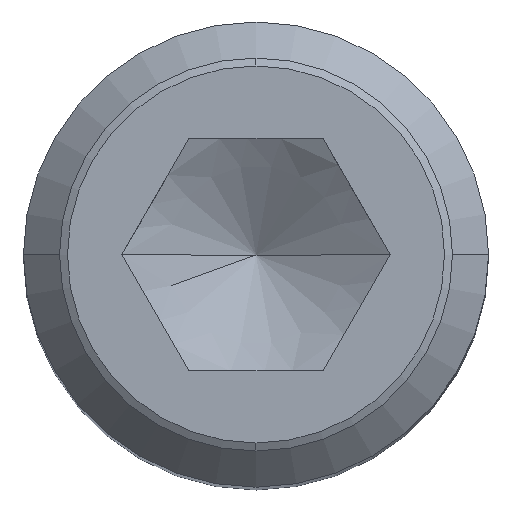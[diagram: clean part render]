
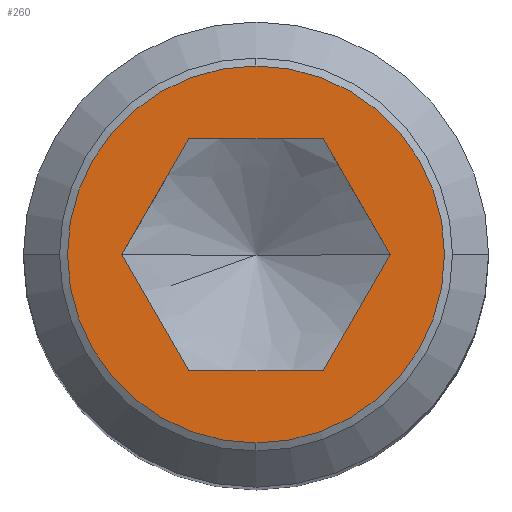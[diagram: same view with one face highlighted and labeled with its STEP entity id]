
A CAD part, top view. The second image highlights one B-rep face of the part: STEP entity #260.
In plain terms, the highlighted planar face has unit normal (0, 0, 1).
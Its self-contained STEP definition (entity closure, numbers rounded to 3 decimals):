
#140=VERTEX_POINT('',#360);
#164=EDGE_CURVE('',#140,#186,#387,.T.);
#176=EDGE_CURVE('',#186,#140,#400,.T.);
#178=EDGE_CURVE('',#290,#220,#402,.T.);
#186=VERTEX_POINT('',#410);
#216=EDGE_CURVE('',#220,#256,#445,.T.);
#220=VERTEX_POINT('',#450);
#242=EDGE_CURVE('',#256,#326,#472,.T.);
#256=VERTEX_POINT('',#487);
#260=ADVANCED_FACE('',(#491,#492),#493,.T.);
#274=EDGE_CURVE('',#308,#290,#509,.T.);
#290=VERTEX_POINT('',#525);
#304=EDGE_CURVE('',#318,#308,#541,.T.);
#308=VERTEX_POINT('',#545);
#318=VERTEX_POINT('',#558);
#322=EDGE_CURVE('',#326,#318,#562,.T.);
#326=VERTEX_POINT('',#566);
#360=CARTESIAN_POINT('',(0.,1.621,0.));
#387=CIRCLE('',#629,1.621);
#400=CIRCLE('',#648,1.621);
#402=LINE('',#651,#652);
#410=CARTESIAN_POINT('',(0.,-1.621,0.));
#445=LINE('',#726,#727);
#450=CARTESIAN_POINT('',(-0.577,1.0,0.));
#472=LINE('',#791,#792);
#487=CARTESIAN_POINT('',(0.577,1.0,0.));
#491=FACE_BOUND('',#812,.T.);
#492=FACE_OUTER_BOUND('',#813,.T.);
#493=PLANE('',#814);
#509=LINE('',#842,#843);
#525=CARTESIAN_POINT('',(-1.155,0.0,0.));
#541=LINE('',#887,#888);
#545=CARTESIAN_POINT('',(-0.577,-1.,0.));
#558=CARTESIAN_POINT('',(0.577,-1.,0.));
#562=LINE('',#915,#916);
#566=CARTESIAN_POINT('',(1.155,0.,0.));
#629=AXIS2_PLACEMENT_3D('',#984,#985,#986);
#648=AXIS2_PLACEMENT_3D('',#1001,#1002,#1003);
#651=CARTESIAN_POINT('',(-0.722,0.75,0.));
#652=VECTOR('',#1004,1.0);
#726=CARTESIAN_POINT('',(0.289,1.0,0.));
#727=VECTOR('',#1055,1.0);
#791=CARTESIAN_POINT('',(1.01,0.25,0.));
#792=VECTOR('',#1073,1.0);
#812=EDGE_LOOP('',(#1090,#1091,#1092,#1093,#1094,#1095));
#813=EDGE_LOOP('',(#1096,#1097));
#814=AXIS2_PLACEMENT_3D('',#1098,#1099,#1100);
#842=CARTESIAN_POINT('',(-1.01,-0.25,0.));
#843=VECTOR('',#1121,1.0);
#887=CARTESIAN_POINT('',(-0.289,-1.,0.));
#888=VECTOR('',#1146,1.0);
#915=CARTESIAN_POINT('',(0.722,-0.75,0.));
#916=VECTOR('',#1177,1.0);
#984=CARTESIAN_POINT('',(0.,0.,0.));
#985=DIRECTION('',(0.0,0.0,1.0));
#986=DIRECTION('',(0.,1.0,0.0));
#1001=CARTESIAN_POINT('',(0.,0.,0.));
#1002=DIRECTION('',(0.0,0.0,1.0));
#1003=DIRECTION('',(0.,1.0,0.0));
#1004=DIRECTION('',(0.5,0.866,0.));
#1055=DIRECTION('',(1.0,0.0,0.0));
#1073=DIRECTION('',(0.5,-0.866,0.));
#1090=ORIENTED_EDGE('',*,*,#274,.T.);
#1091=ORIENTED_EDGE('',*,*,#178,.T.);
#1092=ORIENTED_EDGE('',*,*,#216,.T.);
#1093=ORIENTED_EDGE('',*,*,#242,.T.);
#1094=ORIENTED_EDGE('',*,*,#322,.T.);
#1095=ORIENTED_EDGE('',*,*,#304,.T.);
#1096=ORIENTED_EDGE('',*,*,#164,.T.);
#1097=ORIENTED_EDGE('',*,*,#176,.T.);
#1098=CARTESIAN_POINT('',(-1.402,0.,0.));
#1099=DIRECTION('',(0.0,0.0,1.0));
#1100=DIRECTION('',(-1.0,0.,0.0));
#1121=DIRECTION('',(-0.5,0.866,0.));
#1146=DIRECTION('',(-1.0,0.0,0.0));
#1177=DIRECTION('',(-0.5,-0.866,0.));
